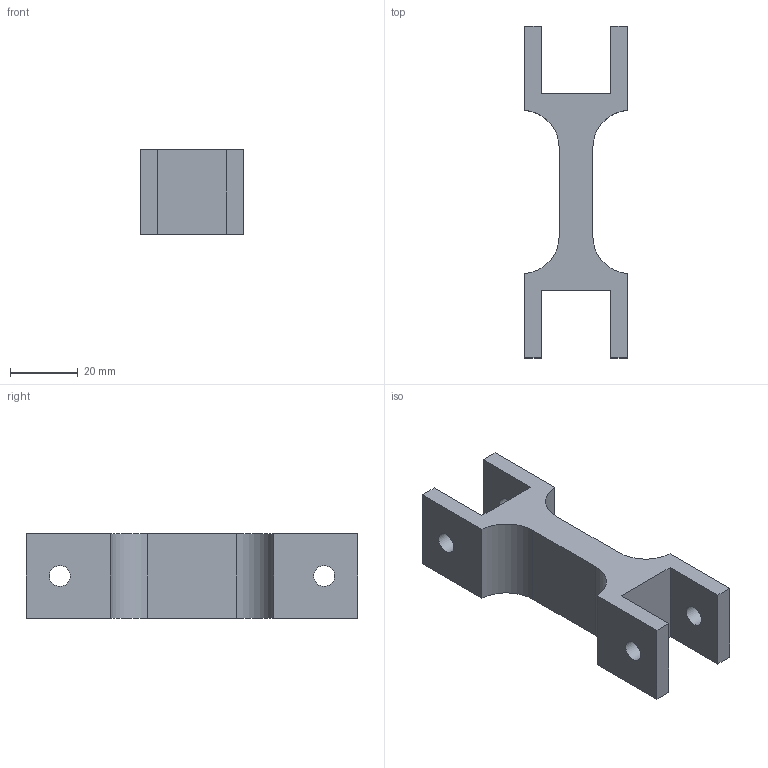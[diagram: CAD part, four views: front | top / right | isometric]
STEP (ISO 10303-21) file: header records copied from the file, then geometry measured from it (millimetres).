
FILE_DESCRIPTION(('HOOPS Exchange Step'),'2;1');
FILE_NAME('temp_export','2024-06-06T11:29:26-04:00',('mobile'),('Shapr3D Limited'),'HOOPS Exchange 2024.2','Shapr3D','Authorized');
FILE_SCHEMA( ('AUTOMOTIVE_DESIGN { 1 0 10303 214 1 1 1 1 }') );
Length unit declared in the file: millimetre
Products named in the file (1): root
Bounding box: 30.5 x 98.33 x 25 mm (x, y, z)
Volume: 31673.3 mm3; surface area: 11727 mm2
Topology: 1 solids, 1 shells, 26 faces, 74 edges, 50 vertices
Faces by surface type: plane 18, cylinder 8
Full cylindrical faces by diameter (mm): 6.2 x4
Entity records: 892 total; most frequent: CARTESIAN_POINT 151, ORIENTED_EDGE 148, DIRECTION 146, EDGE_CURVE 74, VECTOR 56, LINE 56, VERTEX_POINT 50, AXIS2_PLACEMENT_3D 45
